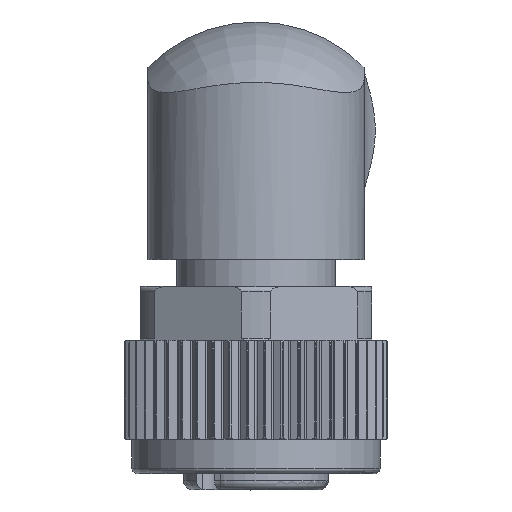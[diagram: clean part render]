
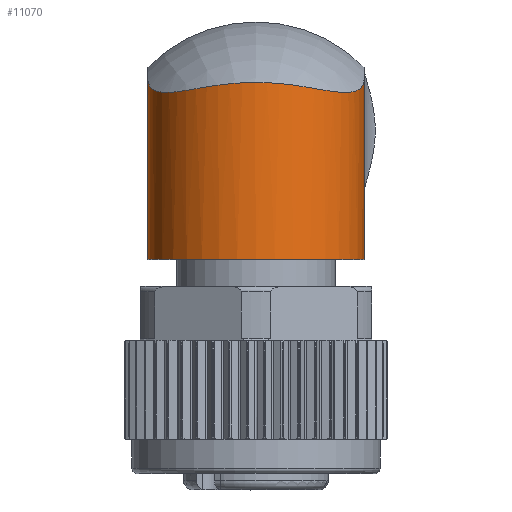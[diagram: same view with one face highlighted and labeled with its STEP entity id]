
A CAD part, top view. The second image highlights one B-rep face of the part: STEP entity #11070.
In plain terms, the highlighted cylindrical face has radius 6 mm (diameter 12 mm), a partial arc.
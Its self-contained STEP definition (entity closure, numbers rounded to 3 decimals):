
#447=LINE('',#17406,#940);
#448=LINE('',#17408,#941);
#940=VECTOR('',#13408,1000.);
#941=VECTOR('',#13411,1000.);
#1204=CYLINDRICAL_SURFACE('',#11837,6.);
#1665=CIRCLE('',#11823,6.);
#2903=ORIENTED_EDGE('',*,*,#5142,.T.);
#2904=ORIENTED_EDGE('',*,*,#5176,.T.);
#2905=ORIENTED_EDGE('',*,*,#5164,.T.);
#2906=ORIENTED_EDGE('',*,*,#5175,.F.);
#5142=EDGE_CURVE('',#6198,#6199,#6652,.T.);
#5164=EDGE_CURVE('',#6214,#6213,#1665,.T.);
#5175=EDGE_CURVE('',#6198,#6213,#447,.T.);
#5176=EDGE_CURVE('',#6199,#6214,#448,.T.);
#6198=VERTEX_POINT('',#17294);
#6199=VERTEX_POINT('',#17295);
#6213=VERTEX_POINT('',#17358);
#6214=VERTEX_POINT('',#17360);
#6652=B_SPLINE_CURVE_WITH_KNOTS('',3,(#17283,#17284,#17285,#17286,#17287,
#17288,#17289,#17290,#17291,#17292,#17293),.UNSPECIFIED.,.F.,.F.,(4,1,1,
1,1,1,1,1,4),(0.,0.002,0.005,
0.007,0.01,0.012,0.014,
0.017,0.019),.UNSPECIFIED.);
#6843=EDGE_LOOP('',(#2903,#2904,#2905,#2906));
#7336=FACE_BOUND('',#6843,.T.);
#11070=ADVANCED_FACE('',(#7336),#1204,.T.);
#11823=AXIS2_PLACEMENT_3D('',#17359,#13378,#13379);
#11837=AXIS2_PLACEMENT_3D('',#17407,#13409,#13410);
#13378=DIRECTION('',(0.,1.,0.));
#13379=DIRECTION('',(1.,0.,0.));
#13408=DIRECTION('',(0.,-1.,0.));
#13409=DIRECTION('',(0.,-1.,0.));
#13410=DIRECTION('',(0.,0.,-1.));
#13411=DIRECTION('',(0.,-1.,0.));
#17283=CARTESIAN_POINT('',(6.,2.777,0.));
#17284=CARTESIAN_POINT('',(6.,2.492,0.75));
#17285=CARTESIAN_POINT('',(5.717,2.037,2.288));
#17286=CARTESIAN_POINT('',(4.375,2.062,4.338));
#17287=CARTESIAN_POINT('',(2.378,2.479,5.679));
#17288=CARTESIAN_POINT('',(-0.001,2.697,6.161));
#17289=CARTESIAN_POINT('',(-2.382,2.479,5.677));
#17290=CARTESIAN_POINT('',(-4.37,2.064,4.34));
#17291=CARTESIAN_POINT('',(-5.714,2.035,2.298));
#17292=CARTESIAN_POINT('',(-6.,2.492,0.751));
#17293=CARTESIAN_POINT('',(-6.,2.777,0.));
#17294=CARTESIAN_POINT('',(6.,2.777,0.));
#17295=CARTESIAN_POINT('',(-6.,2.777,0.));
#17358=CARTESIAN_POINT('',(6.,-7.2,0.));
#17359=CARTESIAN_POINT('',(0.,-7.2,0.));
#17360=CARTESIAN_POINT('',(-6.,-7.2,0.));
#17406=CARTESIAN_POINT('',(6.,7.2,0.));
#17407=CARTESIAN_POINT('',(0.,7.2,0.));
#17408=CARTESIAN_POINT('',(-6.,7.2,0.));
